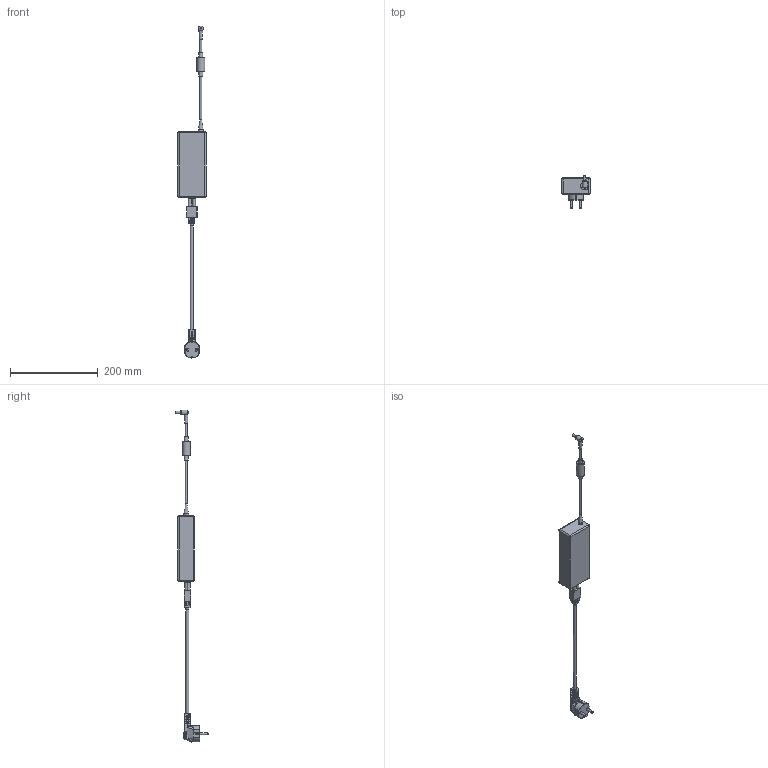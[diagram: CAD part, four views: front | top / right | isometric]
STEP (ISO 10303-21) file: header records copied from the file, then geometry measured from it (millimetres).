
FILE_DESCRIPTION (( 'STEP AP214' ), '1' );
FILE_NAME ('1096-A1P-A.STEP', '2013-05-15T14:47:54', ( '3DAssist' ), ( '' ), 'SwSTEP 2.0', 'SolidWorks 2013', '' );
FILE_SCHEMA (( 'AUTOMOTIVE_DESIGN' ));
Length unit declared in the file: millimetre
Products named in the file (1): 1096-A1P-A
Bounding box: 65 x 73.74 x 755.73 mm (x, y, z)
Surface area: 66481.7 mm2 (no closed solid volume)
Topology: 0 solids, 7 shells, 607 faces, 1562 edges, 953 vertices
Faces by surface type: plane 218, cylinder 203, bspline 119, torus 46, sphere 18, cone 3
Full cylindrical faces by diameter (mm): 3 x2, 4 x3, 4.75 x3, 4.8 x1, 5.5 x3, 6.8 x2, 9 x3, 11 x2, 18.5 x1
Entity records: 26170 total; most frequent: CARTESIAN_POINT 8298, ORIENTED_EDGE 2982, DIRECTION 2368, EDGE_CURVE 1492, VERTEX_POINT 941, AXIS2_PLACEMENT_3D 817, VECTOR 734, LINE 734
